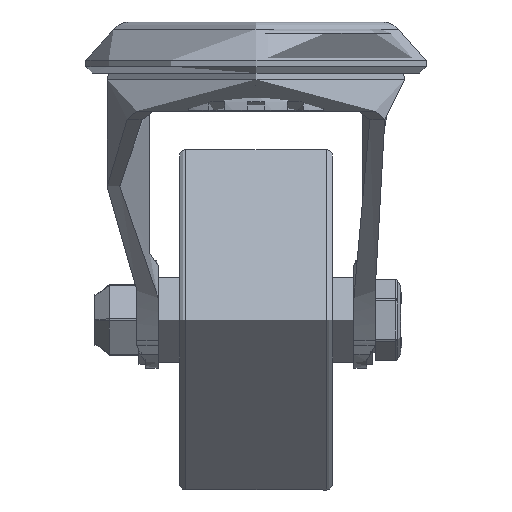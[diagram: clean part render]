
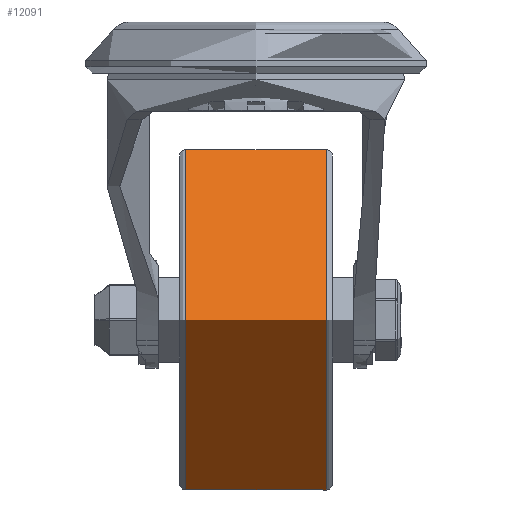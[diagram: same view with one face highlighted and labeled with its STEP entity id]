
A CAD part, left-side view. The second image highlights one B-rep face of the part: STEP entity #12091.
In plain terms, the highlighted cylindrical face has radius 40 mm (diameter 80 mm), a full revolution.
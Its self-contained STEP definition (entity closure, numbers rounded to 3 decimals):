
#1625=FACE_OUTER_BOUND('',#2358,.T.);
#2358=EDGE_LOOP('',(#9034,#9035,#9036,#9037));
#3293=LINE('',#21516,#4114);
#4114=VECTOR('',#14878,40.);
#4831=CIRCLE('',#13187,40.);
#4832=CIRCLE('',#13189,40.);
#5462=VERTEX_POINT('',#21511);
#5463=VERTEX_POINT('',#21515);
#6803=EDGE_CURVE('',#5462,#5462,#4831,.T.);
#6804=EDGE_CURVE('',#5462,#5463,#3293,.T.);
#6805=EDGE_CURVE('',#5463,#5463,#4832,.T.);
#9034=ORIENTED_EDGE('',*,*,#6803,.F.);
#9035=ORIENTED_EDGE('',*,*,#6804,.T.);
#9036=ORIENTED_EDGE('',*,*,#6805,.T.);
#9037=ORIENTED_EDGE('',*,*,#6804,.F.);
#11800=CYLINDRICAL_SURFACE('',#13188,40.);
#12091=ADVANCED_FACE('',(#1625),#11800,.T.);
#13187=AXIS2_PLACEMENT_3D('',#21513,#14874,#14875);
#13188=AXIS2_PLACEMENT_3D('',#21514,#14876,#14877);
#13189=AXIS2_PLACEMENT_3D('',#21517,#14879,#14880);
#14874=DIRECTION('center_axis',(0.,1.,0.));
#14875=DIRECTION('ref_axis',(0.,0.,1.));
#14876=DIRECTION('center_axis',(0.,1.,0.));
#14877=DIRECTION('ref_axis',(0.,0.,1.));
#14878=DIRECTION('',(0.,-1.,0.));
#14879=DIRECTION('center_axis',(0.,1.,0.));
#14880=DIRECTION('ref_axis',(0.,0.,1.));
#21511=CARTESIAN_POINT('',(0.,16.5,-40.));
#21513=CARTESIAN_POINT('Origin',(0.,16.5,0.));
#21514=CARTESIAN_POINT('Origin',(0.,0.,0.));
#21515=CARTESIAN_POINT('',(0.,-16.5,-40.));
#21516=CARTESIAN_POINT('',(0.,0.,-40.));
#21517=CARTESIAN_POINT('Origin',(0.,-16.5,0.));
